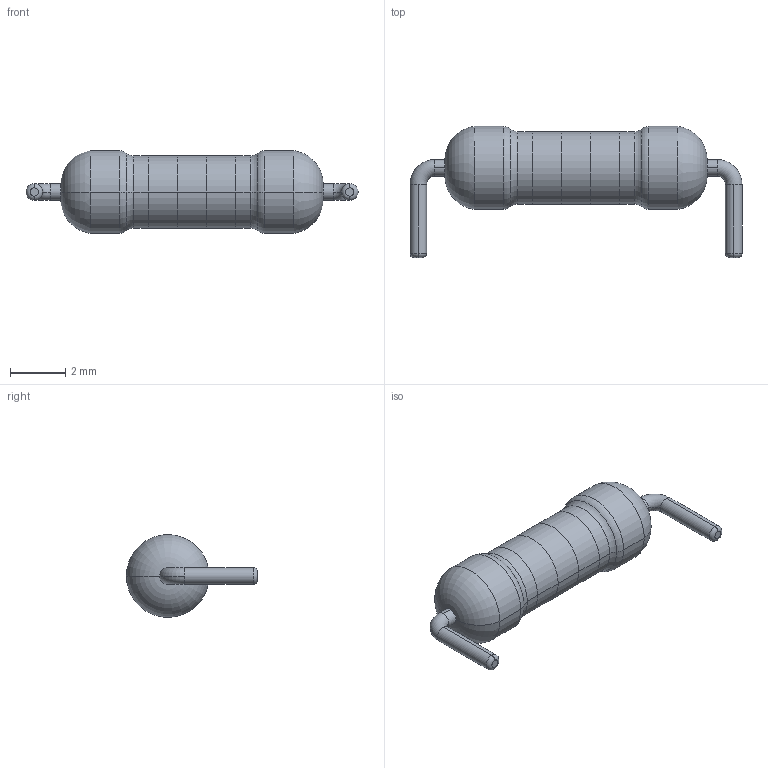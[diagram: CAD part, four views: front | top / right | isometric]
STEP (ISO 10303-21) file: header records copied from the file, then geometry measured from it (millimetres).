
FILE_DESCRIPTION (( 'STEP AP214' ), '1' );
FILE_NAME ('R TH 1_2W P11.43 D0.6 (10K).STEP', '2019-10-27T10:39:54', ( '' ), ( '' ), 'SwSTEP 2.0', 'SolidWorks 2019', '' );
FILE_SCHEMA (( 'AUTOMOTIVE_DESIGN' ));
Length unit declared in the file: millimetre
Products named in the file (1): R TH 1_2W P11.43 D0.6 (10K)
Bounding box: 12.03 x 4.75 x 3 mm (x, y, z)
Volume: 56.8 mm3; surface area: 102.7 mm2
Topology: 1 solids, 1 shells, 44 faces, 98 edges, 56 vertices
Faces by surface type: cylinder 22, torus 20, plane 2
Entity records: 1752 total; most frequent: DIRECTION 264, CARTESIAN_POINT 199, ORIENTED_EDGE 196, AXIS2_PLACEMENT_3D 121, EDGE_CURVE 98, CIRCLE 76, VERTEX_POINT 56, UNCERTAINTY_MEASURE_WITH_UNIT 47
